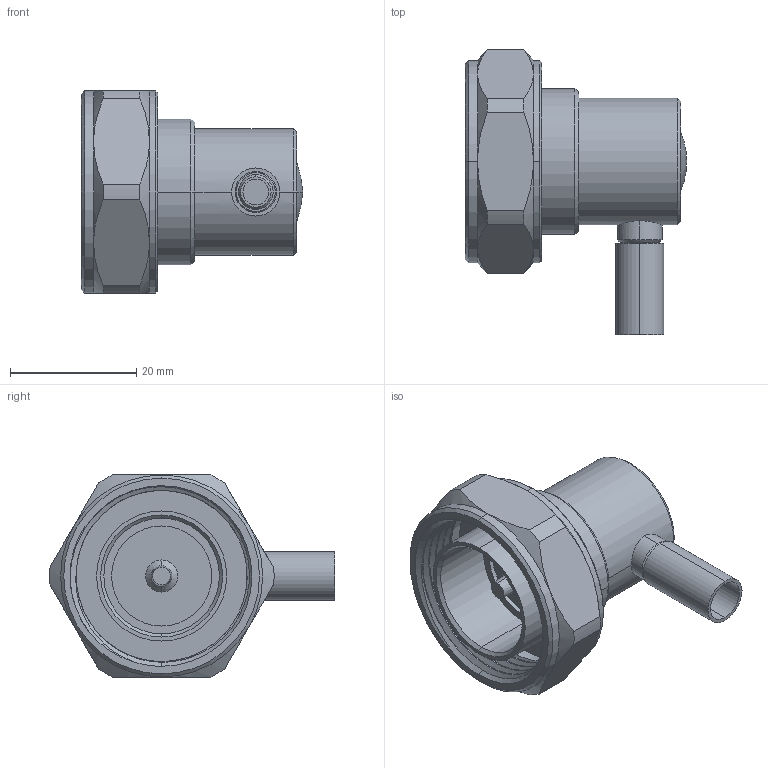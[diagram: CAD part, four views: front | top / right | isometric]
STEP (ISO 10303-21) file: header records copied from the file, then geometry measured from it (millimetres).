
FILE_DESCRIPTION (( 'STEP AP203' ), '1' );
FILE_NAME ('FMCN1833_3D.STEP', '2022-02-14T20:07:46', ( '' ), ( '' ), 'SwSTEP 2.0', 'SolidWorks 2021', '' );
FILE_SCHEMA (( 'CONFIG_CONTROL_DESIGN' ));
Length unit declared in the file: inch
Products named in the file (1): FMCN1833_3D
Bounding box: 35.05 x 45.19 x 32 mm (x, y, z)
Volume: 12609.4 mm3; surface area: 8090.6 mm2
Topology: 2 solids, 2 shells, 105 faces, 237 edges, 147 vertices
Faces by surface type: cylinder 44, cone 35, plane 21, bspline 3, sphere 2
Entity records: 4172 total; most frequent: CARTESIAN_POINT 1811, DIRECTION 483, ORIENTED_EDGE 474, EDGE_CURVE 237, AXIS2_PLACEMENT_3D 206, VERTEX_POINT 147, EDGE_LOOP 118, ADVANCED_FACE 105
